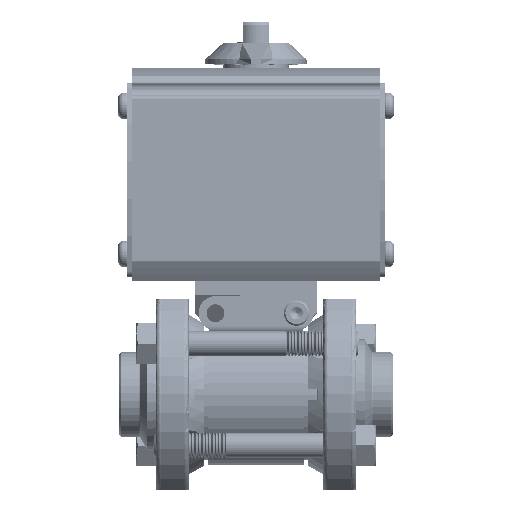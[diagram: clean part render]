
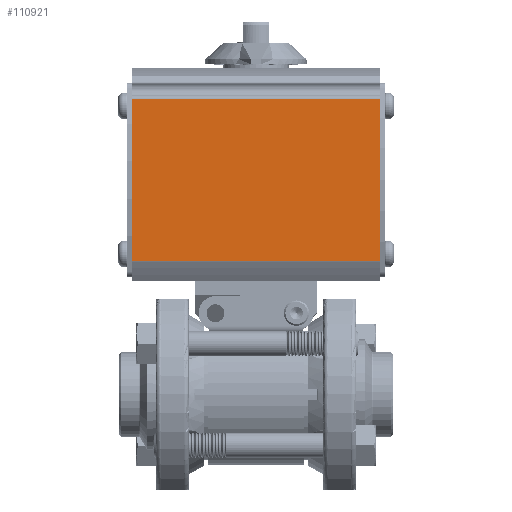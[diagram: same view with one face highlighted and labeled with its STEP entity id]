
A CAD part, top view. The second image highlights one B-rep face of the part: STEP entity #110921.
In plain terms, the highlighted planar face has unit normal (0, 0, 1).
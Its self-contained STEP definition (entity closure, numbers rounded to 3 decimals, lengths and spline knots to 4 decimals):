
#3166 = CARTESIAN_POINT ( 'NONE',  ( -1.5275, 3.6471, 1.17 ) ) ;
#6780 = VECTOR ( 'NONE', #108141, 39.3701 ) ;
#8262 = CARTESIAN_POINT ( 'NONE',  ( -5.0403, 3.6544, 1.17 ) ) ;
#8651 = EDGE_CURVE ( 'NONE', #17661, #74533, #98682, .T. ) ;
#9086 = CARTESIAN_POINT ( 'NONE',  ( 1.5275, 3.6471, 1.17 ) ) ;
#16713 = EDGE_CURVE ( 'NONE', #17661, #42862, #92248, .T. ) ;
#17661 = VERTEX_POINT ( 'NONE', #57975 ) ;
#24430 = DIRECTION ( 'NONE',  ( 0., 1., 0. ) ) ;
#26106 = CARTESIAN_POINT ( 'NONE',  ( 1.5275, 1.6529, 1.17 ) ) ;
#26216 = DIRECTION ( 'NONE',  ( 0., 0., -1. ) ) ;
#27984 = FACE_OUTER_BOUND ( 'NONE', #53593, .T. ) ;
#30980 = ORIENTED_EDGE ( 'NONE', *, *, #8651, .T. ) ;
#31599 = DIRECTION ( 'NONE',  ( 0., -1., 0. ) ) ;
#32558 = CARTESIAN_POINT ( 'NONE',  ( -1.5275, 3.6544, 1.17 ) ) ;
#39866 = ORIENTED_EDGE ( 'NONE', *, *, #16713, .F. ) ;
#39901 = ORIENTED_EDGE ( 'NONE', *, *, #67147, .T. ) ;
#42862 = VERTEX_POINT ( 'NONE', #3166 ) ;
#49394 = LINE ( 'NONE', #58039, #70320 ) ;
#53593 = EDGE_LOOP ( 'NONE', ( #85473, #39901, #39866, #30980 ) ) ;
#57975 = CARTESIAN_POINT ( 'NONE',  ( -1.5275, 1.6529, 1.17 ) ) ;
#58039 = CARTESIAN_POINT ( 'NONE',  ( 1.5275, 3.6544, 1.17 ) ) ;
#59263 = EDGE_CURVE ( 'NONE', #78469, #74533, #49394, .T. ) ;
#67147 = EDGE_CURVE ( 'NONE', #78469, #42862, #112473, .T. ) ;
#70320 = VECTOR ( 'NONE', #31599, 39.3701 ) ;
#74533 = VERTEX_POINT ( 'NONE', #26106 ) ;
#78469 = VERTEX_POINT ( 'NONE', #9086 ) ;
#79488 = PLANE ( 'NONE',  #115678 ) ;
#84199 = CARTESIAN_POINT ( 'NONE',  ( -5.0403, 3.6471, 1.17 ) ) ;
#85473 = ORIENTED_EDGE ( 'NONE', *, *, #59263, .F. ) ;
#88455 = DIRECTION ( 'NONE',  ( 0., -1., 0. ) ) ;
#88744 = VECTOR ( 'NONE', #111113, 39.3701 ) ;
#90559 = CARTESIAN_POINT ( 'NONE',  ( -5.0403, 1.6529, 1.17 ) ) ;
#92248 = LINE ( 'NONE', #32558, #113168 ) ;
#98682 = LINE ( 'NONE', #90559, #6780 ) ;
#108141 = DIRECTION ( 'NONE',  ( 1., 0., 0. ) ) ;
#110921 = ADVANCED_FACE ( 'NONE', ( #27984 ), #79488, .F. ) ;
#111113 = DIRECTION ( 'NONE',  ( -1., 0., 0. ) ) ;
#112473 = LINE ( 'NONE', #84199, #88744 ) ;
#113168 = VECTOR ( 'NONE', #24430, 39.3701 ) ;
#115678 = AXIS2_PLACEMENT_3D ( 'NONE', #8262, #26216, #88455 ) ;
